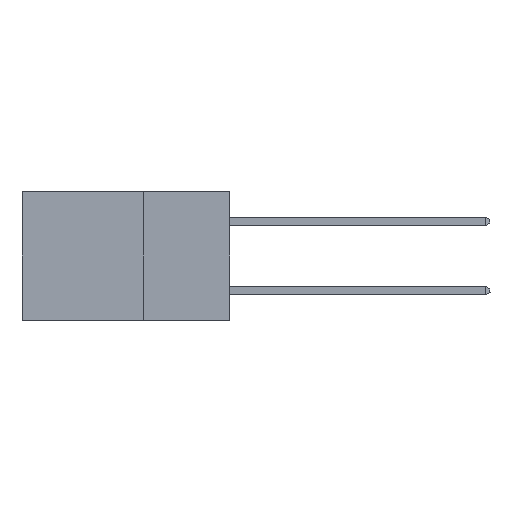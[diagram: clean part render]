
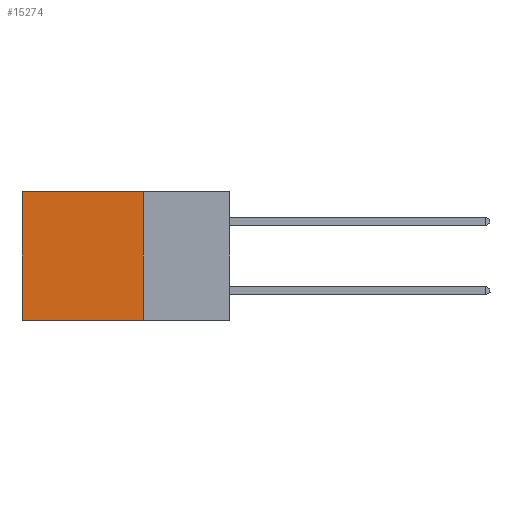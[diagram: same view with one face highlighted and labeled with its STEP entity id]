
A CAD part, left-side view. The second image highlights one B-rep face of the part: STEP entity #15274.
In plain terms, the highlighted planar face has unit normal (-1, 0, 0).
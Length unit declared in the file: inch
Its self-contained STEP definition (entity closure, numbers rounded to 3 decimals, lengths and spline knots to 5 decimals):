
#390 = ORIENTED_EDGE ( 'NONE', *, *, #7999, .F. ) ;
#1383 = LINE ( 'NONE', #11005, #2963 ) ;
#1819 = VECTOR ( 'NONE', #9683, 39.37008 ) ;
#1960 = ORIENTED_EDGE ( 'NONE', *, *, #12344, .T. ) ;
#2341 = CARTESIAN_POINT ( 'NONE',  ( 0.298, 0.25, 0. ) ) ;
#2395 = DIRECTION ( 'NONE',  ( 1., 0., 0. ) ) ;
#2901 = VERTEX_POINT ( 'NONE', #5582 ) ;
#2963 = VECTOR ( 'NONE', #7474, 39.37008 ) ;
#3237 = VECTOR ( 'NONE', #14741, 39.37008 ) ;
#3637 = DIRECTION ( 'NONE',  ( 0., 0., -1. ) ) ;
#3936 = VERTEX_POINT ( 'NONE', #12056 ) ;
#4449 = LINE ( 'NONE', #14467, #3237 ) ;
#4823 = EDGE_CURVE ( 'NONE', #2901, #3936, #10455, .T. ) ;
#4909 = DIRECTION ( 'NONE',  ( 0., 0., -1. ) ) ;
#5582 = CARTESIAN_POINT ( 'NONE',  ( 0.298, 0.6, 0. ) ) ;
#5999 = CARTESIAN_POINT ( 'NONE',  ( 0.298, 0.25, 0. ) ) ;
#7292 = CARTESIAN_POINT ( 'NONE',  ( 0.298, 0.6, 0. ) ) ;
#7474 = DIRECTION ( 'NONE',  ( 0., 1., 0. ) ) ;
#7999 = EDGE_CURVE ( 'NONE', #16155, #3936, #4449, .T. ) ;
#8543 = LINE ( 'NONE', #13482, #1819 ) ;
#9683 = DIRECTION ( 'NONE',  ( 0., 0., -1. ) ) ;
#9786 = CARTESIAN_POINT ( 'NONE',  ( 0.298, 0.25, -0.37 ) ) ;
#10307 = EDGE_LOOP ( 'NONE', ( #13456, #390, #12948, #1960 ) ) ;
#10455 = LINE ( 'NONE', #7292, #15381 ) ;
#11005 = CARTESIAN_POINT ( 'NONE',  ( 0.298, 0.25, 0. ) ) ;
#12056 = CARTESIAN_POINT ( 'NONE',  ( 0.298, 0.6, -0.37 ) ) ;
#12329 = VERTEX_POINT ( 'NONE', #2341 ) ;
#12344 = EDGE_CURVE ( 'NONE', #12329, #2901, #1383, .T. ) ;
#12901 = AXIS2_PLACEMENT_3D ( 'NONE', #5999, #2395, #4909 ) ;
#12948 = ORIENTED_EDGE ( 'NONE', *, *, #15094, .F. ) ;
#13456 = ORIENTED_EDGE ( 'NONE', *, *, #4823, .T. ) ;
#13482 = CARTESIAN_POINT ( 'NONE',  ( 0.298, 0.25, 0. ) ) ;
#14467 = CARTESIAN_POINT ( 'NONE',  ( 0.298, 0.25, -0.37 ) ) ;
#14741 = DIRECTION ( 'NONE',  ( 0., 1., 0. ) ) ;
#15094 = EDGE_CURVE ( 'NONE', #12329, #16155, #8543, .T. ) ;
#15274 = ADVANCED_FACE ( 'NONE', ( #15578 ), #16243, .F. ) ;
#15381 = VECTOR ( 'NONE', #3637, 39.37008 ) ;
#15578 = FACE_OUTER_BOUND ( 'NONE', #10307, .T. ) ;
#16155 = VERTEX_POINT ( 'NONE', #9786 ) ;
#16243 = PLANE ( 'NONE',  #12901 ) ;
